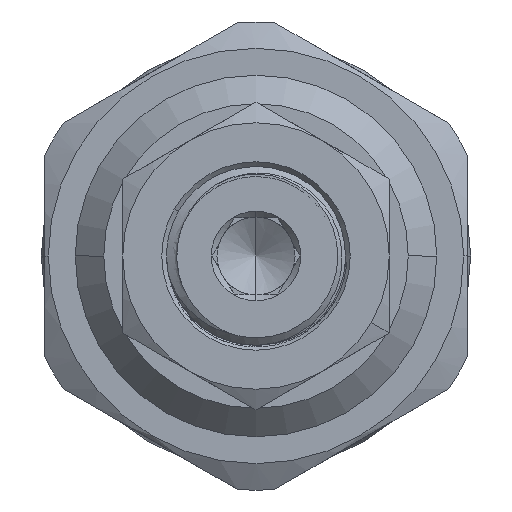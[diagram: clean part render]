
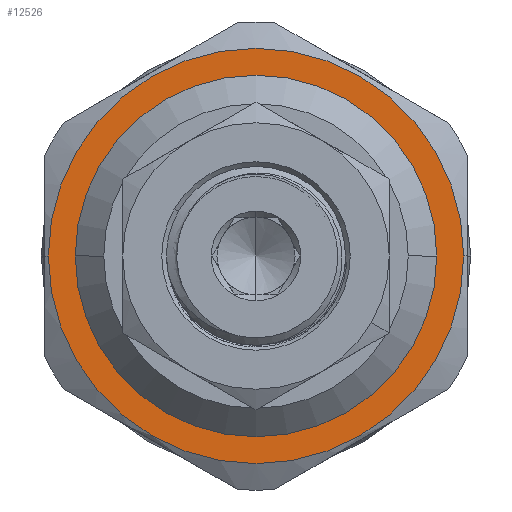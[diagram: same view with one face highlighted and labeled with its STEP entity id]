
A CAD part, left-side view. The second image highlights one B-rep face of the part: STEP entity #12526.
In plain terms, the highlighted planar face has unit normal (-1, 0, 0).
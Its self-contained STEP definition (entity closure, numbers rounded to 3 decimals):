
#1427 = DIRECTION ( 'NONE',  ( -1., 0., 0. ) ) ;
#1511 = EDGE_LOOP ( 'NONE', ( #5107, #14318 ) ) ;
#1679 = FACE_OUTER_BOUND ( 'NONE', #1511, .T. ) ;
#1840 = AXIS2_PLACEMENT_3D ( 'NONE', #15441, #1427, #6601 ) ;
#2671 = CIRCLE ( 'NONE', #1840, 10.91 ) ;
#3727 = DIRECTION ( 'NONE',  ( 0., 1., 0. ) ) ;
#5107 = ORIENTED_EDGE ( 'NONE', *, *, #5676, .T. ) ;
#5663 = VERTEX_POINT ( 'NONE', #6487 ) ;
#5676 = EDGE_CURVE ( 'NONE', #5663, #8013, #2671, .T. ) ;
#5763 = VERTEX_POINT ( 'NONE', #12815 ) ;
#6062 = CARTESIAN_POINT ( 'NONE',  ( -29.112, 0., -9.5 ) ) ;
#6168 = DIRECTION ( 'NONE',  ( 0., 1., 0. ) ) ;
#6263 = AXIS2_PLACEMENT_3D ( 'NONE', #12797, #11557, #14190 ) ;
#6480 = ORIENTED_EDGE ( 'NONE', *, *, #13694, .F. ) ;
#6487 = CARTESIAN_POINT ( 'NONE',  ( -29.112, -10.91, 0. ) ) ;
#6601 = DIRECTION ( 'NONE',  ( 0., 1., 0. ) ) ;
#7419 = ORIENTED_EDGE ( 'NONE', *, *, #13537, .F. ) ;
#8013 = VERTEX_POINT ( 'NONE', #15590 ) ;
#8420 = AXIS2_PLACEMENT_3D ( 'NONE', #6062, #15029, #6168 ) ;
#9081 = FACE_BOUND ( 'NONE', #13738, .T. ) ;
#9887 = VERTEX_POINT ( 'NONE', #11271 ) ;
#9939 = CARTESIAN_POINT ( 'NONE',  ( -29.112, 0., 0. ) ) ;
#10103 = DIRECTION ( 'NONE',  ( -1., 0., 0. ) ) ;
#11100 = AXIS2_PLACEMENT_3D ( 'NONE', #9939, #10103, #3727 ) ;
#11174 = CIRCLE ( 'NONE', #15293, 10.91 ) ;
#11271 = CARTESIAN_POINT ( 'NONE',  ( -29.112, 9.5, 0. ) ) ;
#11460 = DIRECTION ( 'NONE',  ( -1., 0., 0. ) ) ;
#11557 = DIRECTION ( 'NONE',  ( -1., 0., 0. ) ) ;
#12526 = ADVANCED_FACE ( 'NONE', ( #1679, #9081 ), #12557, .F. ) ;
#12557 = PLANE ( 'NONE',  #8420 ) ;
#12797 = CARTESIAN_POINT ( 'NONE',  ( -29.112, 0., 0. ) ) ;
#12815 = CARTESIAN_POINT ( 'NONE',  ( -29.112, -9.5, 0. ) ) ;
#13408 = CIRCLE ( 'NONE', #6263, 9.5 ) ;
#13537 = EDGE_CURVE ( 'NONE', #5763, #9887, #15604, .T. ) ;
#13694 = EDGE_CURVE ( 'NONE', #9887, #5763, #13408, .T. ) ;
#13738 = EDGE_LOOP ( 'NONE', ( #6480, #7419 ) ) ;
#14190 = DIRECTION ( 'NONE',  ( 0., 1., 0. ) ) ;
#14318 = ORIENTED_EDGE ( 'NONE', *, *, #15011, .T. ) ;
#15011 = EDGE_CURVE ( 'NONE', #8013, #5663, #11174, .T. ) ;
#15029 = DIRECTION ( 'NONE',  ( 1., 0., 0. ) ) ;
#15111 = DIRECTION ( 'NONE',  ( 0., 1., 0. ) ) ;
#15165 = CARTESIAN_POINT ( 'NONE',  ( -29.112, 0., 0. ) ) ;
#15293 = AXIS2_PLACEMENT_3D ( 'NONE', #15165, #11460, #15111 ) ;
#15441 = CARTESIAN_POINT ( 'NONE',  ( -29.112, 0., 0. ) ) ;
#15590 = CARTESIAN_POINT ( 'NONE',  ( -29.112, 10.91, 0. ) ) ;
#15604 = CIRCLE ( 'NONE', #11100, 9.5 ) ;
